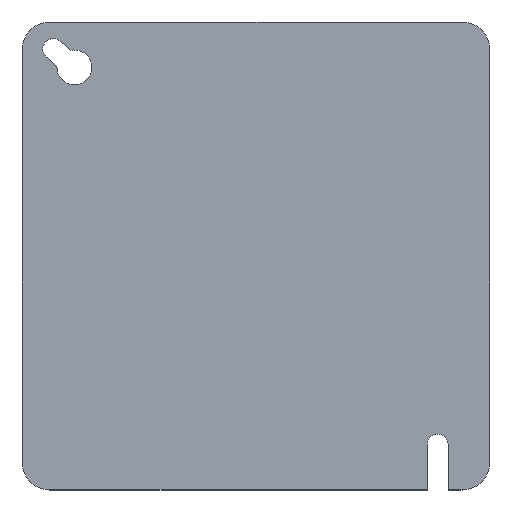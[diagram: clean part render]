
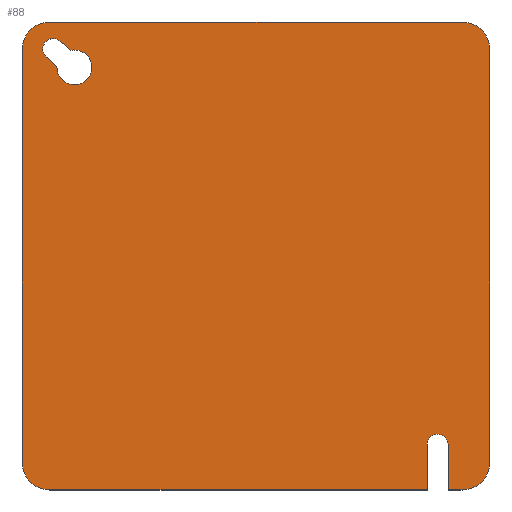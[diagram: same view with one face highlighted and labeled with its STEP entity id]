
A CAD part, top view. The second image highlights one B-rep face of the part: STEP entity #88.
In plain terms, the highlighted planar face has unit normal (0, 0, 1).
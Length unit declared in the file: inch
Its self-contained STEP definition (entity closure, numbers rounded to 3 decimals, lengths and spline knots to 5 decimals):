
#88=ADVANCED_FACE('',(#169,#170),#171,.T.);
#169=FACE_BOUND('',#241,.T.);
#170=FACE_OUTER_BOUND('',#242,.T.);
#171=PLANE('',#243);
#241=EDGE_LOOP('',(#422,#423,#424,#425,#426,#427,#428));
#242=EDGE_LOOP('',(#429,#430,#431,#432,#433,#434,#435,#436,#437,#438,#439,#440));
#243=AXIS2_PLACEMENT_3D('',#441,#442,#443);
#422=ORIENTED_EDGE('',*,*,#489,.F.);
#423=ORIENTED_EDGE('',*,*,#502,.F.);
#424=ORIENTED_EDGE('',*,*,#465,.F.);
#425=ORIENTED_EDGE('',*,*,#497,.F.);
#426=ORIENTED_EDGE('',*,*,#499,.F.);
#427=ORIENTED_EDGE('',*,*,#446,.F.);
#428=ORIENTED_EDGE('',*,*,#471,.F.);
#429=ORIENTED_EDGE('',*,*,#519,.F.);
#430=ORIENTED_EDGE('',*,*,#477,.F.);
#431=ORIENTED_EDGE('',*,*,#450,.F.);
#432=ORIENTED_EDGE('',*,*,#491,.F.);
#433=ORIENTED_EDGE('',*,*,#509,.F.);
#434=ORIENTED_EDGE('',*,*,#505,.F.);
#435=ORIENTED_EDGE('',*,*,#482,.F.);
#436=ORIENTED_EDGE('',*,*,#521,.F.);
#437=ORIENTED_EDGE('',*,*,#516,.F.);
#438=ORIENTED_EDGE('',*,*,#473,.F.);
#439=ORIENTED_EDGE('',*,*,#460,.F.);
#440=ORIENTED_EDGE('',*,*,#455,.F.);
#441=CARTESIAN_POINT('',(2.21167,1.97125,0.071));
#442=DIRECTION('',(0.0,0.0,1.0));
#443=DIRECTION('',(1.0,0.0,0.0));
#446=EDGE_CURVE('',#525,#527,#528,.T.);
#450=EDGE_CURVE('',#533,#534,#535,.T.);
#455=EDGE_CURVE('',#542,#543,#544,.T.);
#460=EDGE_CURVE('',#543,#551,#552,.T.);
#465=EDGE_CURVE('',#557,#560,#561,.T.);
#471=EDGE_CURVE('',#568,#525,#570,.T.);
#473=EDGE_CURVE('',#551,#572,#573,.T.);
#477=EDGE_CURVE('',#534,#578,#579,.T.);
#482=EDGE_CURVE('',#585,#586,#587,.T.);
#489=EDGE_CURVE('',#596,#568,#598,.T.);
#491=EDGE_CURVE('',#600,#533,#601,.T.);
#497=EDGE_CURVE('',#608,#557,#610,.T.);
#499=EDGE_CURVE('',#527,#608,#612,.T.);
#502=EDGE_CURVE('',#560,#596,#615,.T.);
#505=EDGE_CURVE('',#586,#618,#619,.T.);
#509=EDGE_CURVE('',#618,#600,#624,.T.);
#516=EDGE_CURVE('',#572,#632,#633,.T.);
#519=EDGE_CURVE('',#578,#542,#636,.T.);
#521=EDGE_CURVE('',#632,#585,#638,.T.);
#525=VERTEX_POINT('',#642);
#527=VERTEX_POINT('',#645);
#528=CIRCLE('',#646,0.15625);
#533=VERTEX_POINT('',#652);
#534=VERTEX_POINT('',#653);
#535=LINE('',#654,#655);
#542=VERTEX_POINT('',#665);
#543=VERTEX_POINT('',#666);
#544=LINE('',#667,#668);
#551=VERTEX_POINT('',#678);
#552=LINE('',#679,#680);
#557=VERTEX_POINT('',#687);
#560=VERTEX_POINT('',#691);
#561=CIRCLE('',#692,0.09375);
#568=VERTEX_POINT('',#700);
#570=CIRCLE('',#703,0.15625);
#572=VERTEX_POINT('',#705);
#573=CIRCLE('',#706,0.25);
#578=VERTEX_POINT('',#712);
#579=LINE('',#713,#714);
#585=VERTEX_POINT('',#722);
#586=VERTEX_POINT('',#723);
#587=LINE('',#724,#725);
#596=VERTEX_POINT('',#737);
#598=CIRCLE('',#740,0.15625);
#600=VERTEX_POINT('',#742);
#601=CIRCLE('',#743,0.25);
#608=VERTEX_POINT('',#751);
#610=CIRCLE('',#754,0.09375);
#612=LINE('',#756,#757);
#615=LINE('',#761,#762);
#618=VERTEX_POINT('',#766);
#619=CIRCLE('',#767,0.25);
#624=LINE('',#773,#774);
#632=VERTEX_POINT('',#784);
#633=LINE('',#785,#786);
#636=CIRCLE('',#790,0.09375);
#638=CIRCLE('',#792,0.25);
#642=CARTESIAN_POINT('',(0.65625,3.75299,0.071));
#645=CARTESIAN_POINT('',(0.46694,3.90571,0.071));
#646=AXIS2_PLACEMENT_3D('',#795,#796,#797);
#652=CARTESIAN_POINT('',(3.96875,-0.02826,0.071));
#653=CARTESIAN_POINT('',(3.84375,-0.02826,0.071));
#654=CARTESIAN_POINT('',(3.84375,-0.02826,0.071));
#655=VECTOR('',#802,1.0);
#665=CARTESIAN_POINT('',(3.65625,0.37799,0.071));
#666=CARTESIAN_POINT('',(3.65625,-0.02826,0.071));
#667=CARTESIAN_POINT('',(3.65625,-0.02826,0.071));
#668=VECTOR('',#806,1.0);
#678=CARTESIAN_POINT('',(0.28125,-0.02826,0.071));
#679=CARTESIAN_POINT('',(0.28125,-0.02826,0.071));
#680=VECTOR('',#810,1.0);
#687=CARTESIAN_POINT('',(0.21733,3.91673,0.071));
#691=CARTESIAN_POINT('',(0.24968,3.84588,0.071));
#692=AXIS2_PLACEMENT_3D('',#814,#815,#816);
#700=CARTESIAN_POINT('',(0.34375,3.75299,0.071));
#703=AXIS2_PLACEMENT_3D('',#825,#826,#827);
#705=CARTESIAN_POINT('',(0.03125,0.22174,0.071));
#706=AXIS2_PLACEMENT_3D('',#828,#829,#830);
#712=CARTESIAN_POINT('',(3.84375,0.37799,0.071));
#713=CARTESIAN_POINT('',(3.84375,0.37799,0.071));
#714=VECTOR('',#835,1.0);
#722=CARTESIAN_POINT('',(0.28125,4.15924,0.071));
#723=CARTESIAN_POINT('',(3.96875,4.15924,0.071));
#724=CARTESIAN_POINT('',(3.96875,4.15924,0.071));
#725=VECTOR('',#838,1.0);
#737=CARTESIAN_POINT('',(0.34414,3.76401,0.071));
#740=AXIS2_PLACEMENT_3D('',#846,#847,#848);
#742=CARTESIAN_POINT('',(4.21875,0.22174,0.071));
#743=AXIS2_PLACEMENT_3D('',#849,#850,#851);
#751=CARTESIAN_POINT('',(0.37248,3.98757,0.071));
#754=AXIS2_PLACEMENT_3D('',#860,#861,#862);
#756=CARTESIAN_POINT('',(0.46694,3.90571,0.071));
#757=VECTOR('',#863,1.0);
#761=CARTESIAN_POINT('',(0.24968,3.84588,0.071));
#762=VECTOR('',#865,1.0);
#766=CARTESIAN_POINT('',(4.21875,3.90924,0.071));
#767=AXIS2_PLACEMENT_3D('',#867,#868,#869);
#773=CARTESIAN_POINT('',(4.21875,0.22174,0.071));
#774=VECTOR('',#874,1.0);
#784=CARTESIAN_POINT('',(0.03125,3.90924,0.071));
#785=CARTESIAN_POINT('',(0.03125,3.90924,0.071));
#786=VECTOR('',#883,1.0);
#790=AXIS2_PLACEMENT_3D('',#885,#886,#887);
#792=AXIS2_PLACEMENT_3D('',#888,#889,#890);
#795=CARTESIAN_POINT('',(0.5,3.75299,0.071));
#796=DIRECTION('',(0.0,0.0,1.0));
#797=DIRECTION('',(1.0,0.0,0.0));
#802=DIRECTION('',(-1.0,0.,-0.0));
#806=DIRECTION('',(0.,-1.0,-0.0));
#810=DIRECTION('',(-1.0,-0.0,-0.0));
#814=CARTESIAN_POINT('',(0.31108,3.91673,0.071));
#815=DIRECTION('',(0.0,0.0,1.0));
#816=DIRECTION('',(1.0,0.0,0.0));
#825=CARTESIAN_POINT('',(0.5,3.75299,0.071));
#826=DIRECTION('',(0.0,0.0,1.0));
#827=DIRECTION('',(1.0,0.0,0.0));
#828=CARTESIAN_POINT('',(0.28125,0.22174,0.071));
#829=DIRECTION('',(0.0,0.0,-1.0));
#830=DIRECTION('',(1.0,0.0,0.0));
#835=DIRECTION('',(0.,1.0,0.0));
#838=DIRECTION('',(1.0,0.,0.0));
#846=CARTESIAN_POINT('',(0.5,3.75299,0.071));
#847=DIRECTION('',(0.0,0.0,1.0));
#848=DIRECTION('',(1.0,0.0,0.0));
#849=CARTESIAN_POINT('',(3.96875,0.22174,0.071));
#850=DIRECTION('',(0.0,0.0,-1.0));
#851=DIRECTION('',(1.0,0.0,0.0));
#860=CARTESIAN_POINT('',(0.31108,3.91673,0.071));
#861=DIRECTION('',(0.0,0.0,1.0));
#862=DIRECTION('',(1.0,0.0,0.0));
#863=DIRECTION('',(-0.756,0.655,0.0));
#865=DIRECTION('',(0.756,-0.655,0.0));
#867=CARTESIAN_POINT('',(3.96875,3.90924,0.071));
#868=DIRECTION('',(0.0,0.0,-1.0));
#869=DIRECTION('',(1.0,0.0,0.0));
#874=DIRECTION('',(-0.0,-1.0,-0.0));
#883=DIRECTION('',(0.0,1.0,0.0));
#885=CARTESIAN_POINT('',(3.75,0.37799,0.071));
#886=DIRECTION('',(0.0,0.0,1.0));
#887=DIRECTION('',(1.0,0.0,0.0));
#888=CARTESIAN_POINT('',(0.28125,3.90924,0.071));
#889=DIRECTION('',(0.0,0.0,-1.0));
#890=DIRECTION('',(1.0,0.0,0.0));
